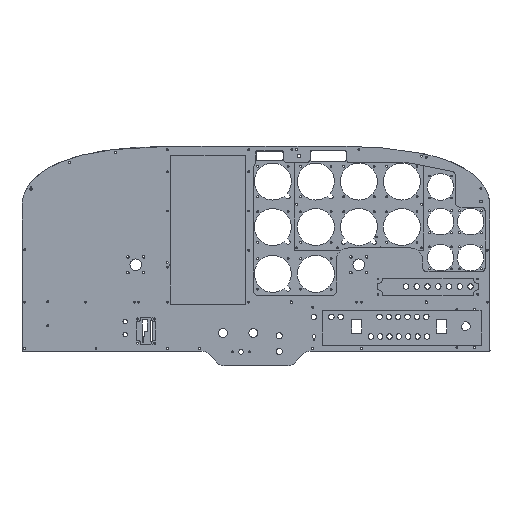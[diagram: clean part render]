
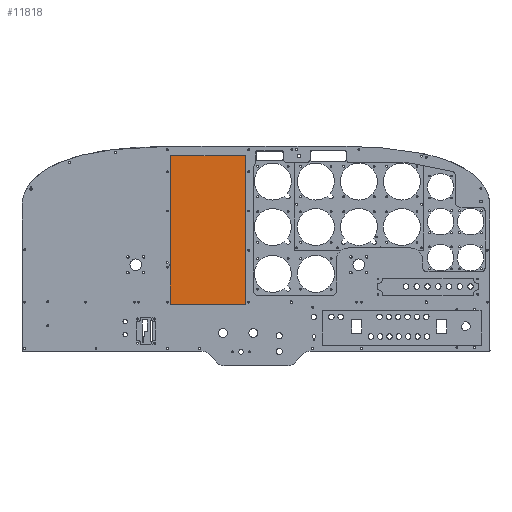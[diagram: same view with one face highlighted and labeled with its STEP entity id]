
A CAD part, front view. The second image highlights one B-rep face of the part: STEP entity #11818.
In plain terms, the highlighted planar face has unit normal (0, -1, 0).
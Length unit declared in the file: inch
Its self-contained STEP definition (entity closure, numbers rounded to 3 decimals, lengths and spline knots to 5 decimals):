
#1197=FACE_OUTER_BOUND('',#1958,.T.);
#1958=EDGE_LOOP('',(#9257,#9258,#9259,#9260,#9261,#9262,#9263,#9264,#9265,
#9266));
#2947=CIRCLE('',#12658,0.05906);
#2949=CIRCLE('',#12664,0.03937);
#2951=CIRCLE('',#12668,0.03937);
#2953=CIRCLE('',#12672,0.05906);
#2955=CIRCLE('',#12675,0.01181);
#3810=LINE('',#18419,#4685);
#3813=LINE('',#18425,#4688);
#3816=LINE('',#18431,#4691);
#3820=LINE('',#18443,#4695);
#3824=LINE('',#18455,#4699);
#4685=VECTOR('',#14822,0.3937);
#4688=VECTOR('',#14827,0.3937);
#4691=VECTOR('',#14832,0.3937);
#4695=VECTOR('',#14844,0.3937);
#4699=VECTOR('',#14856,0.3937);
#5624=VERTEX_POINT('',#18409);
#5625=VERTEX_POINT('',#18410);
#5628=VERTEX_POINT('',#18418);
#5630=VERTEX_POINT('',#18424);
#5632=VERTEX_POINT('',#18430);
#5634=VERTEX_POINT('',#18436);
#5636=VERTEX_POINT('',#18442);
#5638=VERTEX_POINT('',#18448);
#5640=VERTEX_POINT('',#18454);
#5642=VERTEX_POINT('',#18460);
#6942=EDGE_CURVE('',#5624,#5625,#2947,.T.);
#6946=EDGE_CURVE('',#5625,#5628,#3810,.T.);
#6949=EDGE_CURVE('',#5630,#5628,#3813,.T.);
#6952=EDGE_CURVE('',#5630,#5632,#3816,.T.);
#6955=EDGE_CURVE('',#5634,#5632,#2949,.T.);
#6958=EDGE_CURVE('',#5634,#5636,#3820,.T.);
#6961=EDGE_CURVE('',#5638,#5636,#2951,.T.);
#6964=EDGE_CURVE('',#5640,#5638,#3824,.T.);
#6967=EDGE_CURVE('',#5640,#5642,#2953,.T.);
#6970=EDGE_CURVE('',#5624,#5642,#2955,.T.);
#9257=ORIENTED_EDGE('',*,*,#6970,.F.);
#9258=ORIENTED_EDGE('',*,*,#6942,.T.);
#9259=ORIENTED_EDGE('',*,*,#6946,.T.);
#9260=ORIENTED_EDGE('',*,*,#6949,.F.);
#9261=ORIENTED_EDGE('',*,*,#6952,.T.);
#9262=ORIENTED_EDGE('',*,*,#6955,.F.);
#9263=ORIENTED_EDGE('',*,*,#6958,.T.);
#9264=ORIENTED_EDGE('',*,*,#6961,.F.);
#9265=ORIENTED_EDGE('',*,*,#6964,.F.);
#9266=ORIENTED_EDGE('',*,*,#6967,.T.);
#11508=PLANE('',#12678);
#11818=ADVANCED_FACE('',(#1197),#11508,.F.);
#12658=AXIS2_PLACEMENT_3D('',#18411,#14814,#14815);
#12664=AXIS2_PLACEMENT_3D('',#18437,#14837,#14838);
#12668=AXIS2_PLACEMENT_3D('',#18449,#14849,#14850);
#12672=AXIS2_PLACEMENT_3D('',#18461,#14861,#14862);
#12675=AXIS2_PLACEMENT_3D('',#18466,#14868,#14869);
#12678=AXIS2_PLACEMENT_3D('',#18469,#14874,#14875);
#14814=DIRECTION('center_axis',(0.,1.,0.));
#14815=DIRECTION('ref_axis',(0.553,0.,0.833));
#14822=DIRECTION('',(0.,0.,-1.));
#14827=DIRECTION('',(-1.,0.,0.));
#14832=DIRECTION('',(0.,0.,1.));
#14837=DIRECTION('center_axis',(0.,1.,0.));
#14838=DIRECTION('ref_axis',(0.,0.,1.));
#14844=DIRECTION('',(-1.,0.,0.));
#14849=DIRECTION('center_axis',(0.,1.,0.));
#14850=DIRECTION('ref_axis',(-1.,0.,0.));
#14856=DIRECTION('',(0.,0.,1.));
#14861=DIRECTION('center_axis',(0.,1.,0.));
#14862=DIRECTION('ref_axis',(1.,0.,0.));
#14868=DIRECTION('center_axis',(0.,1.,0.));
#14869=DIRECTION('ref_axis',(-1.,0.,0.));
#14874=DIRECTION('center_axis',(0.,1.,0.));
#14875=DIRECTION('ref_axis',(1.,0.,0.));
#18409=CARTESIAN_POINT('',(-42.30299,16.66,-57.11398));
#18410=CARTESIAN_POINT('',(-42.27657,16.66,-57.16319));
#18411=CARTESIAN_POINT('Origin',(-42.33563,16.66,-57.16319));
#18418=CARTESIAN_POINT('',(-42.27761,16.66,-60.43577));
#18419=CARTESIAN_POINT('',(-42.27657,16.66,-57.16319));
#18424=CARTESIAN_POINT('',(-35.89862,16.66,-60.43574));
#18425=CARTESIAN_POINT('',(-15.39966,16.66,-60.43562));
#18430=CARTESIAN_POINT('',(-35.89862,16.66,-47.95975));
#18431=CARTESIAN_POINT('',(-35.89862,16.66,-47.98258));
#18436=CARTESIAN_POINT('',(-35.93799,16.66,-47.92038));
#18437=CARTESIAN_POINT('Origin',(-35.93799,16.66,-47.95975));
#18442=CARTESIAN_POINT('',(-42.2365,16.66,-47.92014));
#18443=CARTESIAN_POINT('',(-35.93799,16.66,-47.92038));
#18448=CARTESIAN_POINT('',(-42.27587,16.66,-47.9595));
#18449=CARTESIAN_POINT('Origin',(-42.2365,16.66,-47.95951));
#18454=CARTESIAN_POINT('',(-42.27657,16.66,-57.04508));
#18455=CARTESIAN_POINT('',(-42.27588,16.66,-48.05068));
#18460=CARTESIAN_POINT('',(-42.30299,16.66,-57.0943));
#18461=CARTESIAN_POINT('Origin',(-42.33563,16.66,-57.04508));
#18466=CARTESIAN_POINT('Origin',(-42.29646,16.66,-57.10414));
#18469=CARTESIAN_POINT('Origin',(-39.10345,16.66,-54.17795));
